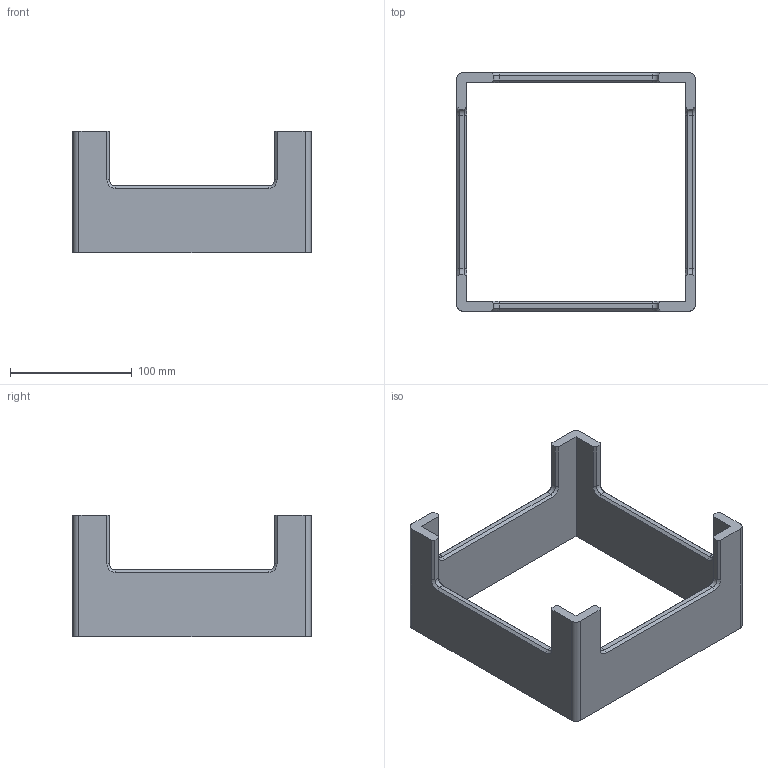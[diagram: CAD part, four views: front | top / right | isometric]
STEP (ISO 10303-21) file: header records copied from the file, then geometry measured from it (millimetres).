
FILE_DESCRIPTION(('FreeCAD Model'),'2;1');
FILE_NAME('Open CASCADE Shape Model','2023-05-07T12:51:16',('Author'),( ''),'Open CASCADE STEP processor 7.5','FreeCAD','Unknown');
FILE_SCHEMA(('AUTOMOTIVE_DESIGN { 1 0 10303 214 1 1 1 1 }'));
Length unit declared in the file: millimetre
Products named in the file (1): common.half.frame
Bounding box: 196 x 196 x 100 mm (x, y, z)
Volume: 400376.5 mm3; surface area: 113310 mm2
Topology: 1 solids, 1 shells, 77 faces, 196 edges, 120 vertices
Faces by surface type: plane 49, cone 16, cylinder 12
Entity records: 4776 total; most frequent: CARTESIAN_POINT 930, DIRECTION 680, LINE 428, VECTOR 428, ORIENTED_EDGE 392, PCURVE 392, DEFINITIONAL_REPRESENTATION 392, EDGE_CURVE 196
